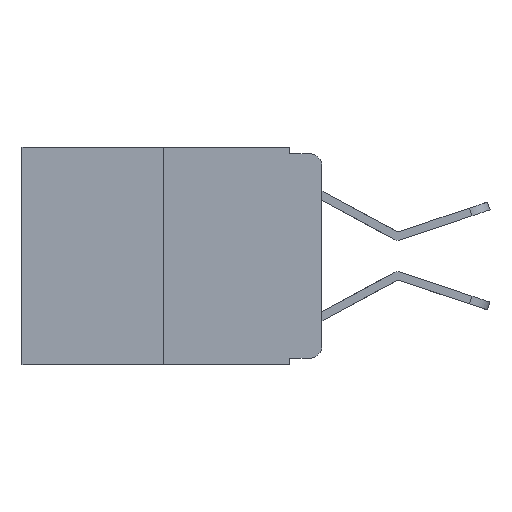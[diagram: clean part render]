
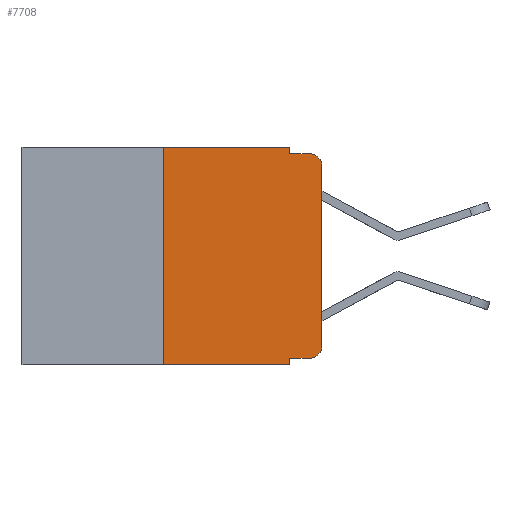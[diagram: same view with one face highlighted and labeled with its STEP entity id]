
A CAD part, left-side view. The second image highlights one B-rep face of the part: STEP entity #7708.
In plain terms, the highlighted planar face has unit normal (-1, 0, 0).
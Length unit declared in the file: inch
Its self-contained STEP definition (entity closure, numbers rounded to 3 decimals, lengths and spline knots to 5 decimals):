
#164 = ORIENTED_EDGE ( 'NONE', *, *, #8884, .T. ) ;
#290 = EDGE_CURVE ( 'NONE', #20893, #14060, #4268, .T. ) ;
#783 = LINE ( 'NONE', #2065, #20785 ) ;
#1100 = ORIENTED_EDGE ( 'NONE', *, *, #10953, .T. ) ;
#1196 = VECTOR ( 'NONE', #14704, 39.37008 ) ;
#1520 = CARTESIAN_POINT ( 'NONE',  ( 0., 0.051, 0. ) ) ;
#1836 = VECTOR ( 'NONE', #9271, 39.37008 ) ;
#2065 = CARTESIAN_POINT ( 'NONE',  ( 0., 0.051, 0. ) ) ;
#2130 = DIRECTION ( 'NONE',  ( 0., 0., 1. ) ) ;
#2348 = VERTEX_POINT ( 'NONE', #6923 ) ;
#2689 = CARTESIAN_POINT ( 'NONE',  ( 0., 0.051, -0.333 ) ) ;
#2861 = EDGE_LOOP ( 'NONE', ( #164, #4072, #6807, #10603, #4170, #13302, #18350, #16028, #20644, #1100 ) ) ;
#2961 = CIRCLE ( 'NONE', #15464, 0.02 ) ;
#3172 = CIRCLE ( 'NONE', #8023, 0.02 ) ;
#3547 = VECTOR ( 'NONE', #19557, 39.37008 ) ;
#4072 = ORIENTED_EDGE ( 'NONE', *, *, #15764, .T. ) ;
#4170 = ORIENTED_EDGE ( 'NONE', *, *, #290, .F. ) ;
#4268 = LINE ( 'NONE', #10929, #1196 ) ;
#5474 = CARTESIAN_POINT ( 'NONE',  ( 0., 0., -0.313 ) ) ;
#5649 = CARTESIAN_POINT ( 'NONE',  ( 0., 0.02, -0.333 ) ) ;
#6042 = LINE ( 'NONE', #1520, #3547 ) ;
#6115 = CARTESIAN_POINT ( 'NONE',  ( 0., 0.02, -0.01 ) ) ;
#6248 = DIRECTION ( 'NONE',  ( 0., -1., 0. ) ) ;
#6807 = ORIENTED_EDGE ( 'NONE', *, *, #9353, .F. ) ;
#6841 = LINE ( 'NONE', #16203, #15867 ) ;
#6917 = AXIS2_PLACEMENT_3D ( 'NONE', #20079, #14183, #14657 ) ;
#6923 = CARTESIAN_POINT ( 'NONE',  ( 0., 0.25, -0.343 ) ) ;
#7708 = ADVANCED_FACE ( 'NONE', ( #22768 ), #10555, .F. ) ;
#7748 = EDGE_CURVE ( 'NONE', #18039, #23019, #783, .T. ) ;
#8023 = AXIS2_PLACEMENT_3D ( 'NONE', #14209, #22952, #12418 ) ;
#8563 = VERTEX_POINT ( 'NONE', #11387 ) ;
#8884 = EDGE_CURVE ( 'NONE', #22757, #8563, #17030, .T. ) ;
#9271 = DIRECTION ( 'NONE',  ( 0., -1., 0. ) ) ;
#9353 = EDGE_CURVE ( 'NONE', #16407, #16251, #11349, .T. ) ;
#9915 = EDGE_CURVE ( 'NONE', #2348, #23019, #22659, .T. ) ;
#9994 = CARTESIAN_POINT ( 'NONE',  ( 0., 0.25, 0. ) ) ;
#10065 = DIRECTION ( 'NONE',  ( 0., 0., -1. ) ) ;
#10555 = PLANE ( 'NONE',  #6917 ) ;
#10603 = ORIENTED_EDGE ( 'NONE', *, *, #15156, .F. ) ;
#10929 = CARTESIAN_POINT ( 'NONE',  ( 0., 0.473, 0. ) ) ;
#10953 = EDGE_CURVE ( 'NONE', #20000, #22757, #3172, .T. ) ;
#11349 = LINE ( 'NONE', #16213, #1836 ) ;
#11387 = CARTESIAN_POINT ( 'NONE',  ( 0., 0., -0.03 ) ) ;
#12418 = DIRECTION ( 'NONE',  ( 0., 0., -1. ) ) ;
#13302 = ORIENTED_EDGE ( 'NONE', *, *, #16125, .F. ) ;
#13394 = DIRECTION ( 'NONE',  ( 0., -1., 0. ) ) ;
#14060 = VERTEX_POINT ( 'NONE', #16578 ) ;
#14183 = DIRECTION ( 'NONE',  ( 1., 0., 0. ) ) ;
#14209 = CARTESIAN_POINT ( 'NONE',  ( 0., 0.02, -0.313 ) ) ;
#14657 = DIRECTION ( 'NONE',  ( 0., 0., -1. ) ) ;
#14704 = DIRECTION ( 'NONE',  ( 0., -1., 0. ) ) ;
#14995 = VECTOR ( 'NONE', #13394, 39.37008 ) ;
#15156 = EDGE_CURVE ( 'NONE', #14060, #16407, #6042, .T. ) ;
#15464 = AXIS2_PLACEMENT_3D ( 'NONE', #22720, #19067, #10065 ) ;
#15764 = EDGE_CURVE ( 'NONE', #8563, #16251, #2961, .T. ) ;
#15867 = VECTOR ( 'NONE', #21374, 39.37008 ) ;
#15895 = CARTESIAN_POINT ( 'NONE',  ( 0., 0.051, -0.333 ) ) ;
#16028 = ORIENTED_EDGE ( 'NONE', *, *, #7748, .F. ) ;
#16125 = EDGE_CURVE ( 'NONE', #2348, #20893, #6841, .T. ) ;
#16203 = CARTESIAN_POINT ( 'NONE',  ( 0., 0.25, 0. ) ) ;
#16213 = CARTESIAN_POINT ( 'NONE',  ( 0., 0.051, -0.01 ) ) ;
#16251 = VERTEX_POINT ( 'NONE', #6115 ) ;
#16407 = VERTEX_POINT ( 'NONE', #22169 ) ;
#16459 = VECTOR ( 'NONE', #2130, 39.37008 ) ;
#16578 = CARTESIAN_POINT ( 'NONE',  ( 0., 0.051, 0. ) ) ;
#17030 = LINE ( 'NONE', #18156, #16459 ) ;
#18039 = VERTEX_POINT ( 'NONE', #15895 ) ;
#18156 = CARTESIAN_POINT ( 'NONE',  ( 0., 0., 0. ) ) ;
#18350 = ORIENTED_EDGE ( 'NONE', *, *, #9915, .T. ) ;
#19067 = DIRECTION ( 'NONE',  ( -1., 0., 0. ) ) ;
#19294 = LINE ( 'NONE', #2689, #22986 ) ;
#19557 = DIRECTION ( 'NONE',  ( 0., 0., -1. ) ) ;
#19692 = DIRECTION ( 'NONE',  ( 0., 0., -1. ) ) ;
#20000 = VERTEX_POINT ( 'NONE', #5649 ) ;
#20079 = CARTESIAN_POINT ( 'NONE',  ( 0., 0.473, 0. ) ) ;
#20644 = ORIENTED_EDGE ( 'NONE', *, *, #23077, .T. ) ;
#20759 = CARTESIAN_POINT ( 'NONE',  ( 0., 0.473, -0.343 ) ) ;
#20785 = VECTOR ( 'NONE', #19692, 39.37008 ) ;
#20893 = VERTEX_POINT ( 'NONE', #9994 ) ;
#21374 = DIRECTION ( 'NONE',  ( 0., 0., 1. ) ) ;
#22073 = CARTESIAN_POINT ( 'NONE',  ( 0., 0.051, -0.343 ) ) ;
#22169 = CARTESIAN_POINT ( 'NONE',  ( 0., 0.051, -0.01 ) ) ;
#22659 = LINE ( 'NONE', #20759, #14995 ) ;
#22720 = CARTESIAN_POINT ( 'NONE',  ( 0., 0.02, -0.03 ) ) ;
#22757 = VERTEX_POINT ( 'NONE', #5474 ) ;
#22768 = FACE_OUTER_BOUND ( 'NONE', #2861, .T. ) ;
#22952 = DIRECTION ( 'NONE',  ( -1., 0., 0. ) ) ;
#22986 = VECTOR ( 'NONE', #6248, 39.37008 ) ;
#23019 = VERTEX_POINT ( 'NONE', #22073 ) ;
#23077 = EDGE_CURVE ( 'NONE', #18039, #20000, #19294, .T. ) ;
